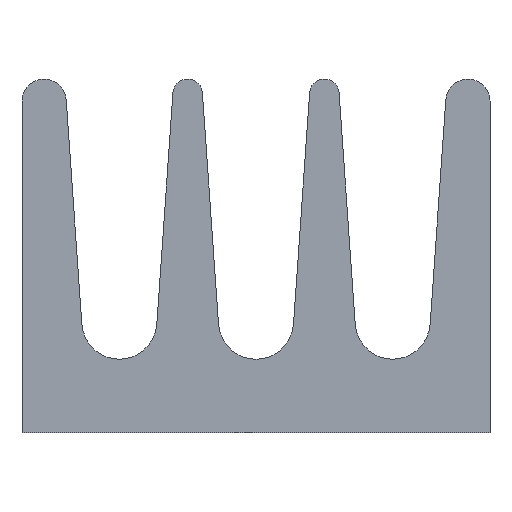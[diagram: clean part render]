
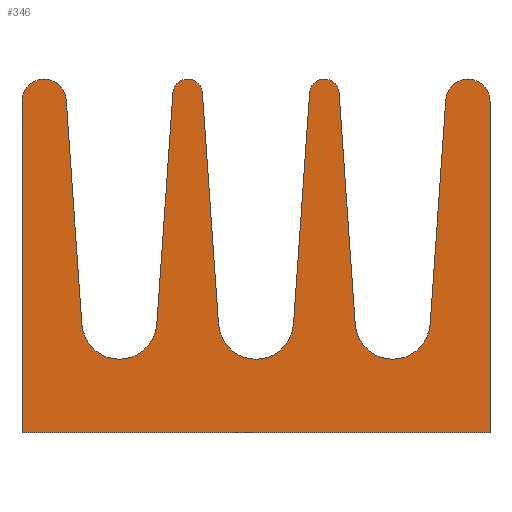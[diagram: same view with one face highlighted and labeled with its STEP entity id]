
A CAD part, front view. The second image highlights one B-rep face of the part: STEP entity #346.
In plain terms, the highlighted planar face has unit normal (0, -1, 0).
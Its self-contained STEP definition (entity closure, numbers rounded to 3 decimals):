
#18=CIRCLE($,#353,0.509);
#20=CIRCLE($,#357,0.2);
#22=CIRCLE($,#361,0.509);
#24=CIRCLE($,#365,0.2);
#26=CIRCLE($,#369,0.509);
#28=CIRCLE($,#373,0.3);
#30=CIRCLE($,#379,0.3);
#55=FACE_OUTER_BOUND($,#73,.T.);
#73=EDGE_LOOP($,(#287,#288,#289,#290,#291,#292,#293,#294,#295,#296,#297,
#298,#299,#300,#301,#302));
#75=LINE($,#487,#109);
#80=LINE($,#501,#114);
#84=LINE($,#513,#118);
#88=LINE($,#525,#122);
#92=LINE($,#537,#126);
#96=LINE($,#549,#130);
#100=LINE($,#561,#134);
#103=LINE($,#567,#137);
#106=LINE($,#573,#140);
#109=VECTOR($,#387,3.055);
#114=VECTOR($,#400,3.148);
#118=VECTOR($,#412,3.148);
#122=VECTOR($,#424,3.148);
#126=VECTOR($,#436,3.148);
#130=VECTOR($,#448,3.055);
#134=VECTOR($,#460,4.5);
#137=VECTOR($,#465,6.35);
#140=VECTOR($,#470,4.5);
#143=VERTEX_POINT($,#485);
#144=VERTEX_POINT($,#486);
#147=VERTEX_POINT($,#494);
#149=VERTEX_POINT($,#500);
#151=VERTEX_POINT($,#506);
#153=VERTEX_POINT($,#512);
#155=VERTEX_POINT($,#518);
#157=VERTEX_POINT($,#524);
#159=VERTEX_POINT($,#530);
#161=VERTEX_POINT($,#536);
#163=VERTEX_POINT($,#542);
#165=VERTEX_POINT($,#548);
#167=VERTEX_POINT($,#554);
#169=VERTEX_POINT($,#560);
#171=VERTEX_POINT($,#566);
#173=VERTEX_POINT($,#572);
#175=EDGE_CURVE($,#143,#144,#75,.T.);
#179=EDGE_CURVE($,#144,#147,#18,.T.);
#182=EDGE_CURVE($,#147,#149,#80,.T.);
#185=EDGE_CURVE($,#149,#151,#20,.T.);
#188=EDGE_CURVE($,#151,#153,#84,.T.);
#191=EDGE_CURVE($,#153,#155,#22,.T.);
#194=EDGE_CURVE($,#155,#157,#88,.T.);
#197=EDGE_CURVE($,#157,#159,#24,.T.);
#200=EDGE_CURVE($,#159,#161,#92,.T.);
#203=EDGE_CURVE($,#161,#163,#26,.T.);
#206=EDGE_CURVE($,#163,#165,#96,.T.);
#209=EDGE_CURVE($,#165,#167,#28,.T.);
#212=EDGE_CURVE($,#167,#169,#100,.T.);
#215=EDGE_CURVE($,#169,#171,#103,.T.);
#218=EDGE_CURVE($,#171,#173,#106,.T.);
#221=EDGE_CURVE($,#173,#143,#30,.T.);
#287=ORIENTED_EDGE($,*,*,#175,.F.);
#288=ORIENTED_EDGE($,*,*,#221,.F.);
#289=ORIENTED_EDGE($,*,*,#218,.F.);
#290=ORIENTED_EDGE($,*,*,#215,.F.);
#291=ORIENTED_EDGE($,*,*,#212,.F.);
#292=ORIENTED_EDGE($,*,*,#209,.F.);
#293=ORIENTED_EDGE($,*,*,#206,.F.);
#294=ORIENTED_EDGE($,*,*,#203,.F.);
#295=ORIENTED_EDGE($,*,*,#200,.F.);
#296=ORIENTED_EDGE($,*,*,#197,.F.);
#297=ORIENTED_EDGE($,*,*,#194,.F.);
#298=ORIENTED_EDGE($,*,*,#191,.F.);
#299=ORIENTED_EDGE($,*,*,#188,.F.);
#300=ORIENTED_EDGE($,*,*,#185,.F.);
#301=ORIENTED_EDGE($,*,*,#182,.F.);
#302=ORIENTED_EDGE($,*,*,#179,.F.);
#328=PLANE($,#381);
#346=ADVANCED_FACE($,(#55),#328,.T.);
#353=AXIS2_PLACEMENT_3D($,#495,#393,#394);
#357=AXIS2_PLACEMENT_3D($,#507,#405,#406);
#361=AXIS2_PLACEMENT_3D($,#519,#417,#418);
#365=AXIS2_PLACEMENT_3D($,#531,#429,#430);
#369=AXIS2_PLACEMENT_3D($,#543,#441,#442);
#373=AXIS2_PLACEMENT_3D($,#555,#453,#454);
#379=AXIS2_PLACEMENT_3D($,#578,#475,#476);
#381=AXIS2_PLACEMENT_3D($,#580,#479,#480);
#387=DIRECTION($,(0.07,0.,-0.998));
#393=DIRECTION('center_axis',(0.,-1.,0.));
#394=DIRECTION('ref_axis',(-0.998,0.,-0.07));
#400=DIRECTION($,(0.07,0.,0.998));
#405=DIRECTION('center_axis',(0.,1.,0.));
#406=DIRECTION('ref_axis',(-0.998,0.,-0.07));
#412=DIRECTION($,(0.07,0.,-0.998));
#417=DIRECTION('center_axis',(0.,-1.,0.));
#418=DIRECTION('ref_axis',(-0.998,0.,-0.07));
#424=DIRECTION($,(0.07,0.,0.998));
#429=DIRECTION('center_axis',(0.,1.,0.));
#430=DIRECTION('ref_axis',(-0.998,0.,-0.07));
#436=DIRECTION($,(0.07,0.,-0.998));
#441=DIRECTION('center_axis',(0.,-1.,0.));
#442=DIRECTION('ref_axis',(-0.998,0.,-0.07));
#448=DIRECTION($,(0.07,0.,0.998));
#453=DIRECTION('center_axis',(0.,1.,0.));
#454=DIRECTION('ref_axis',(-1.,0.,0.));
#460=DIRECTION($,(0.,0.,-1.));
#465=DIRECTION($,(-1.,0.,0.));
#470=DIRECTION($,(0.,0.,1.));
#475=DIRECTION('center_axis',(0.,1.,0.));
#476=DIRECTION('ref_axis',(-0.998,0.,-0.07));
#479=DIRECTION('center_axis',(0.,-1.,0.));
#480=DIRECTION('ref_axis',(1.,0.,0.));
#485=CARTESIAN_POINT('',(-2.576,-6.5,4.521));
#486=CARTESIAN_POINT('',(-2.363,-6.5,1.474));
#487=CARTESIAN_POINT($,(-2.576,-6.5,4.521));
#494=CARTESIAN_POINT('',(-1.346,-6.5,1.474));
#495=CARTESIAN_POINT('Origin',(-1.854,-6.5,1.509));
#500=CARTESIAN_POINT('',(-1.127,-6.5,4.614));
#501=CARTESIAN_POINT($,(-1.346,-6.5,1.474));
#506=CARTESIAN_POINT('',(-0.728,-6.5,4.614));
#507=CARTESIAN_POINT('Origin',(-0.927,-6.5,4.6));
#512=CARTESIAN_POINT('',(-0.508,-6.5,1.474));
#513=CARTESIAN_POINT($,(-0.728,-6.5,4.614));
#518=CARTESIAN_POINT('',(0.508,-6.5,1.474));
#519=CARTESIAN_POINT('Origin',(0.,-6.5,1.509));
#524=CARTESIAN_POINT('',(0.728,-6.5,4.614));
#525=CARTESIAN_POINT($,(0.508,-6.5,1.474));
#530=CARTESIAN_POINT('',(1.127,-6.5,4.614));
#531=CARTESIAN_POINT('Origin',(0.927,-6.5,4.6));
#536=CARTESIAN_POINT('',(1.346,-6.5,1.474));
#537=CARTESIAN_POINT($,(1.127,-6.5,4.614));
#542=CARTESIAN_POINT('',(2.363,-6.5,1.474));
#543=CARTESIAN_POINT('Origin',(1.854,-6.5,1.509));
#548=CARTESIAN_POINT('',(2.576,-6.5,4.521));
#549=CARTESIAN_POINT($,(2.363,-6.5,1.474));
#554=CARTESIAN_POINT('',(3.175,-6.5,4.5));
#555=CARTESIAN_POINT('Origin',(2.875,-6.5,4.5));
#560=CARTESIAN_POINT('',(3.175,-6.5,0.));
#561=CARTESIAN_POINT($,(3.175,-6.5,4.5));
#566=CARTESIAN_POINT('',(-3.175,-6.5,0.));
#567=CARTESIAN_POINT($,(3.175,-6.5,0.));
#572=CARTESIAN_POINT('',(-3.175,-6.5,4.5));
#573=CARTESIAN_POINT($,(-3.175,-6.5,0.));
#578=CARTESIAN_POINT('Origin',(-2.875,-6.5,4.5));
#580=CARTESIAN_POINT('Origin',(0.,-6.5,2.32));
